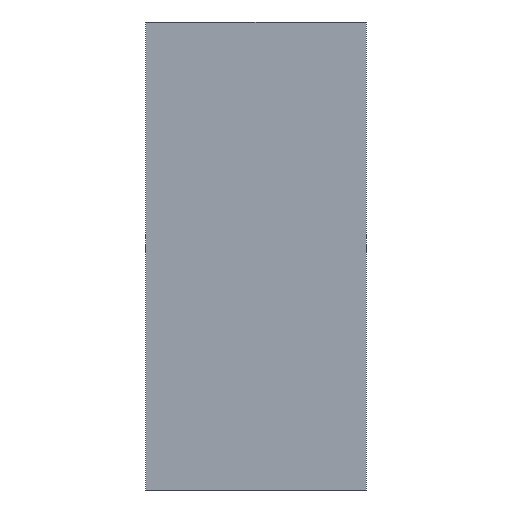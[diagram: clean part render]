
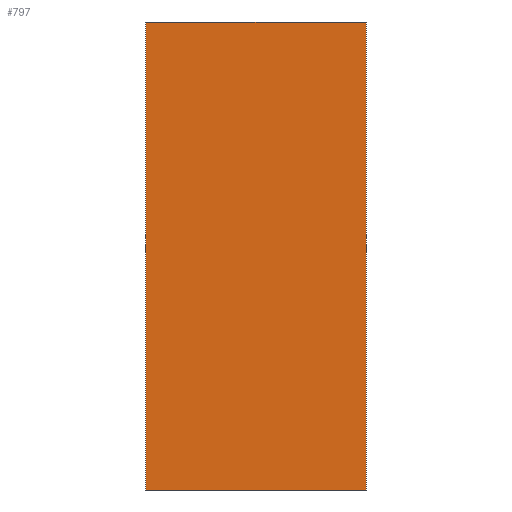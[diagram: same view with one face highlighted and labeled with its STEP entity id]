
A CAD part, left-side view. The second image highlights one B-rep face of the part: STEP entity #797.
In plain terms, the highlighted planar face has unit normal (-1, 0, 0).
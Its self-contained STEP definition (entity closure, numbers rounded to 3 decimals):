
#192=VERTEX_POINT('',#1144);
#193=VERTEX_POINT('',#1145);
#194=VERTEX_POINT('',#1147);
#195=VERTEX_POINT('',#1149);
#280=VECTOR('',#952,1.);
#281=VECTOR('',#953,1.);
#282=VECTOR('',#954,1.);
#283=VECTOR('',#955,1.);
#376=LINE('',#1143,#280);
#377=LINE('',#1146,#281);
#378=LINE('',#1148,#282);
#379=LINE('',#1150,#283);
#472=EDGE_CURVE('',#192,#193,#376,.T.);
#473=EDGE_CURVE('',#194,#193,#377,.T.);
#474=EDGE_CURVE('',#195,#194,#378,.T.);
#475=EDGE_CURVE('',#195,#192,#379,.T.);
#640=ORIENTED_EDGE('',*,*,#472,.T.);
#641=ORIENTED_EDGE('',*,*,#473,.F.);
#642=ORIENTED_EDGE('',*,*,#474,.F.);
#643=ORIENTED_EDGE('',*,*,#475,.T.);
#718=EDGE_LOOP('',(#640,#641,#642,#643));
#758=FACE_BOUND('',#718,.T.);
#797=ADVANCED_FACE('',(#758),#1225,.T.);
#836=AXIS2_PLACEMENT_3D('',#1142,#951,$);
#951=DIRECTION('',(-1.,0.,0.));
#952=DIRECTION('',(0.,1.,0.));
#953=DIRECTION('',(0.,0.,1.));
#954=DIRECTION('',(0.,1.,0.));
#955=DIRECTION('',(0.,0.,1.));
#1142=CARTESIAN_POINT('',(-1.702,0.419,-0.889));
#1143=CARTESIAN_POINT('',(-1.702,0.,0.889));
#1144=CARTESIAN_POINT('',(-1.702,0.,0.889));
#1145=CARTESIAN_POINT('',(-1.702,0.838,0.889));
#1146=CARTESIAN_POINT('',(-1.702,0.838,-0.889));
#1147=CARTESIAN_POINT('',(-1.702,0.838,-0.889));
#1148=CARTESIAN_POINT('',(-1.702,0.,-0.889));
#1149=CARTESIAN_POINT('',(-1.702,0.,-0.889));
#1150=CARTESIAN_POINT('',(-1.702,0.,-0.889));
#1225=PLANE('',#836);
